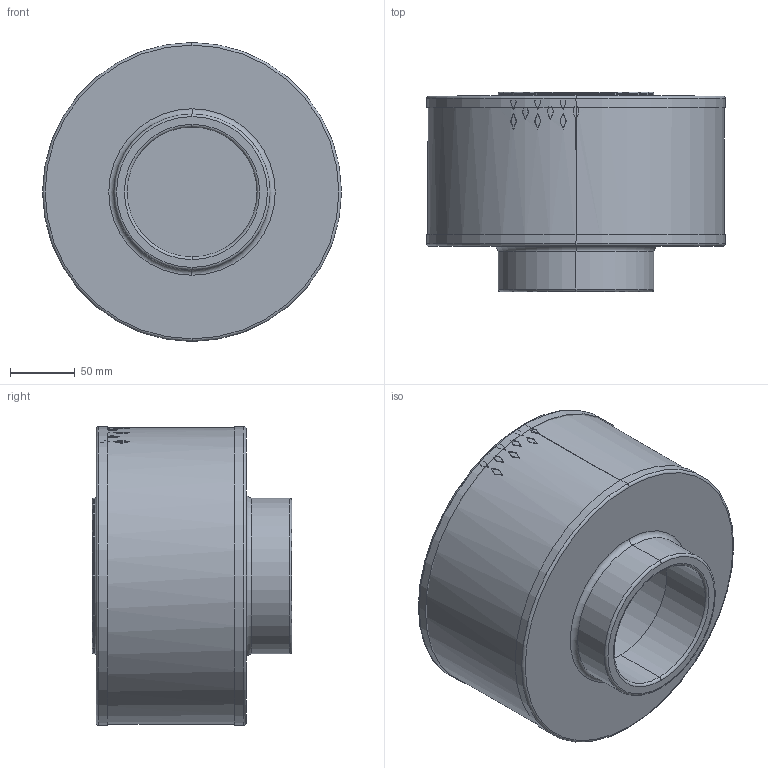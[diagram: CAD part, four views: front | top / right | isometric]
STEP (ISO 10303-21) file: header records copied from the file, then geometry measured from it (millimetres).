
FILE_DESCRIPTION((''),'2;1');
FILE_NAME('401-00028_ASM','2017-03-17T',('DELL'),('vacuvane vacuum technology gmbh'),'CREO PARAMETRIC BY PTC INC, 2014190','CREO PARAMETRIC BY PTC INC, 2014190','');
FILE_SCHEMA(('CONFIG_CONTROL_DESIGN'));
Length unit declared in the file: millimetre
Products named in the file (6): 401-00028-900; 401-00028-901; 401-00028-902; 401-00028-903; 401-00028-904; 401-00028_ASM
Assembly tree (5 placements, depth 2):
  401-00028_ASM
    401-00028-900
    401-00028-901
    401-00028-902
    401-00028-903
    401-00028-904
Bounding box: 230 x 153.5 x 230 mm (x, y, z)
Volume: 4143515.5 mm3; surface area: 612092.1 mm2
Topology: 5 solids, 5 shells, 178 faces, 490 edges, 318 vertices
Faces by surface type: plane 106, cylinder 58, torus 14
Entity records: 6243 total; most frequent: CARTESIAN_POINT 1909, ORIENTED_EDGE 980, DIRECTION 720, EDGE_CURVE 490, VERTEX_POINT 318, AXIS2_PLACEMENT_3D 281, B_SPLINE_CURVE_WITH_KNOTS 240, EDGE_LOOP 206
